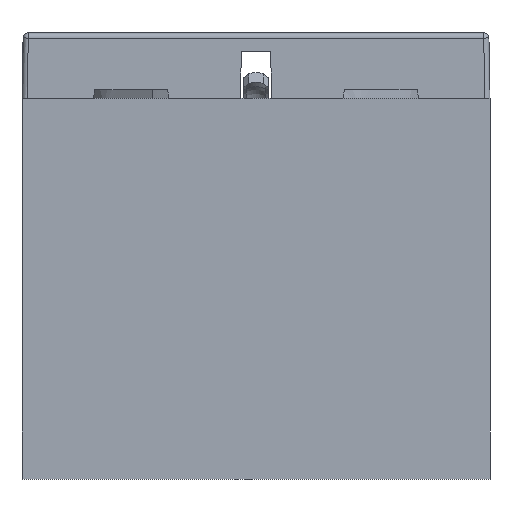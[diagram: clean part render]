
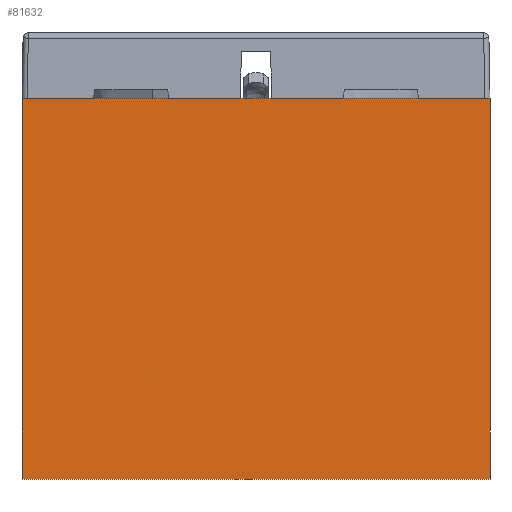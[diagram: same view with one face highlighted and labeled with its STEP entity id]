
A CAD part, front view. The second image highlights one B-rep face of the part: STEP entity #81632.
In plain terms, the highlighted planar face has unit normal (0, -1, 0).
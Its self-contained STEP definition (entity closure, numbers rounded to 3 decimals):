
#81619=AXIS2_PLACEMENT_3D('Plane Axis2P3D',#81616,#81617,#81618) ;
#81528=CARTESIAN_POINT('Vertex',(-22.5,-22.5,2.)) ;
#81531=CARTESIAN_POINT('Line Origine',(0.,-22.5,2.)) ;
#81535=CARTESIAN_POINT('Vertex',(22.5,-22.5,2.)) ;
#81563=CARTESIAN_POINT('Vertex',(22.5,-22.5,-34.6)) ;
#81568=CARTESIAN_POINT('Line Origine',(0.,-22.5,-34.6)) ;
#81572=CARTESIAN_POINT('Vertex',(-22.5,-22.5,-34.6)) ;
#81604=CARTESIAN_POINT('Line Origine',(22.5,-22.5,-16.3)) ;
#81616=CARTESIAN_POINT('Axis2P3D Location',(22.5,-22.5,2.)) ;
#81621=CARTESIAN_POINT('Line Origine',(-22.5,-22.5,-16.3)) ;
#81532=DIRECTION('Vector Direction',(-1.,0.,0.)) ;
#81569=DIRECTION('Vector Direction',(-1.,0.,0.)) ;
#81605=DIRECTION('Vector Direction',(0.,0.,-1.)) ;
#81617=DIRECTION('Axis2P3D Direction',(-0.,-1.,-0.)) ;
#81618=DIRECTION('Axis2P3D XDirection',(-1.,0.,0.)) ;
#81622=DIRECTION('Vector Direction',(0.,0.,-1.)) ;
#81533=VECTOR('Line Direction',#81532,1.) ;
#81570=VECTOR('Line Direction',#81569,1.) ;
#81606=VECTOR('Line Direction',#81605,1.) ;
#81623=VECTOR('Line Direction',#81622,1.) ;
#81627=ORIENTED_EDGE('',*,*,#81574,.T.) ;
#81628=ORIENTED_EDGE('',*,*,#81608,.F.) ;
#81629=ORIENTED_EDGE('',*,*,#81537,.F.) ;
#81630=ORIENTED_EDGE('',*,*,#81625,.T.) ;
#81632=ADVANCED_FACE('Part1.1\\PartBody',(#81631),#81620,.T.) ;
#81537=EDGE_CURVE('',#81529,#81536,#81534,.F.) ;
#81574=EDGE_CURVE('',#81573,#81564,#81571,.F.) ;
#81608=EDGE_CURVE('',#81536,#81564,#81607,.T.) ;
#81625=EDGE_CURVE('',#81529,#81573,#81624,.T.) ;
#81626=EDGE_LOOP('',(#81627,#81628,#81629,#81630)) ;
#81631=FACE_OUTER_BOUND('',#81626,.T.) ;
#81534=LINE('Line',#81531,#81533) ;
#81571=LINE('Line',#81568,#81570) ;
#81607=LINE('Line',#81604,#81606) ;
#81624=LINE('Line',#81621,#81623) ;
#81620=PLANE('',#81619) ;
#81529=VERTEX_POINT('',#81528) ;
#81536=VERTEX_POINT('',#81535) ;
#81564=VERTEX_POINT('',#81563) ;
#81573=VERTEX_POINT('',#81572) ;
